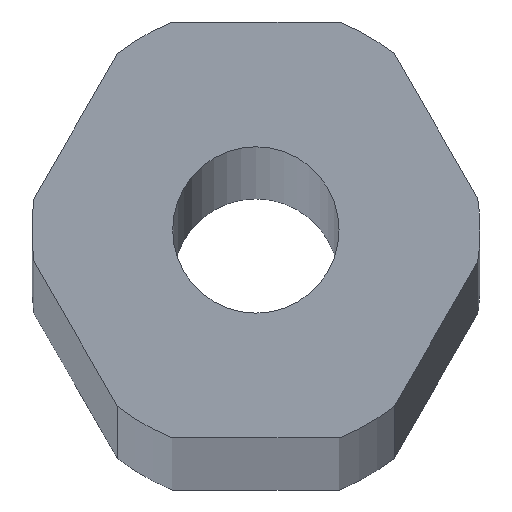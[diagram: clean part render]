
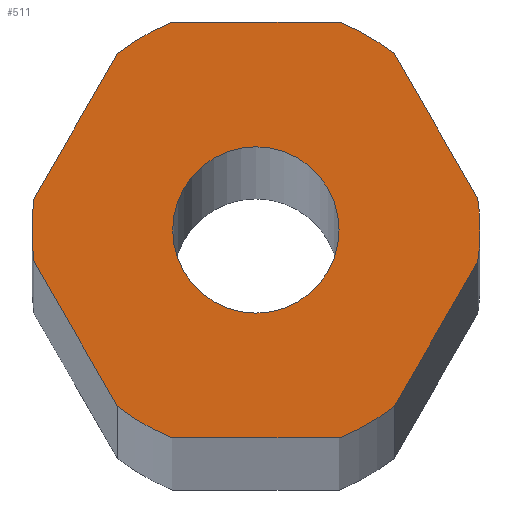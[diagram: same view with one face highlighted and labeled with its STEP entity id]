
A CAD part, top view. The second image highlights one B-rep face of the part: STEP entity #511.
In plain terms, the highlighted planar face has unit normal (0, 0, 1).
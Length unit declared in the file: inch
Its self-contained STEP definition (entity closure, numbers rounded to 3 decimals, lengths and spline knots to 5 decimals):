
#8 = EDGE_CURVE ( 'NONE', #584, #216, #565, .T. ) ;
#13 = DIRECTION ( 'NONE',  ( 0.5, 0.866, 0. ) ) ;
#16 = EDGE_CURVE ( 'NONE', #378, #389, #409, .T. ) ;
#17 = CARTESIAN_POINT ( 'NONE',  ( 0., 0., 18. ) ) ;
#18 = CARTESIAN_POINT ( 'NONE',  ( -0.16699, 0.21277, 18. ) ) ;
#21 = AXIS2_PLACEMENT_3D ( 'NONE', #27, #29, #315 ) ;
#22 = DIRECTION ( 'NONE',  ( 0., 0., 1. ) ) ;
#27 = CARTESIAN_POINT ( 'NONE',  ( 0., 0., 18. ) ) ;
#29 = DIRECTION ( 'NONE',  ( 0., 0., 1. ) ) ;
#30 = CARTESIAN_POINT ( 'NONE',  ( 0., 0., 18. ) ) ;
#33 = ORIENTED_EDGE ( 'NONE', *, *, #274, .T. ) ;
#35 = CARTESIAN_POINT ( 'NONE',  ( -0.14491, 0.251, 18. ) ) ;
#37 = DIRECTION ( 'NONE',  ( -0.5, 0.866, 0. ) ) ;
#38 = AXIS2_PLACEMENT_3D ( 'NONE', #30, #181, #39 ) ;
#39 = DIRECTION ( 'NONE',  ( 1., 0., 0. ) ) ;
#40 = CIRCLE ( 'NONE', #295, 0.10039 ) ;
#42 = DIRECTION ( 'NONE',  ( 0., 0., 1. ) ) ;
#44 = EDGE_CURVE ( 'NONE', #348, #534, #491, .T. ) ;
#48 = ORIENTED_EDGE ( 'NONE', *, *, #16, .T. ) ;
#63 = CARTESIAN_POINT ( 'NONE',  ( 0.10039, 0., 18. ) ) ;
#65 = DIRECTION ( 'NONE',  ( 1., 0., 0. ) ) ;
#79 = ORIENTED_EDGE ( 'NONE', *, *, #334, .T. ) ;
#82 = DIRECTION ( 'NONE',  ( 0., 0., 1. ) ) ;
#86 = AXIS2_PLACEMENT_3D ( 'NONE', #568, #164, #351 ) ;
#92 = CIRCLE ( 'NONE', #21, 0.27047 ) ;
#98 = EDGE_CURVE ( 'NONE', #443, #584, #123, .T. ) ;
#101 = CARTESIAN_POINT ( 'NONE',  ( -0.14491, -0.251, 18. ) ) ;
#102 = VERTEX_POINT ( 'NONE', #318 ) ;
#104 = CARTESIAN_POINT ( 'NONE',  ( -0.16699, -0.21277, 18. ) ) ;
#108 = VECTOR ( 'NONE', #119, 39.37008 ) ;
#110 = ORIENTED_EDGE ( 'NONE', *, *, #522, .T. ) ;
#112 = ORIENTED_EDGE ( 'NONE', *, *, #571, .T. ) ;
#113 = EDGE_CURVE ( 'NONE', #300, #257, #153, .T. ) ;
#114 = CARTESIAN_POINT ( 'NONE',  ( 0.26776, 0.03823, 18. ) ) ;
#119 = DIRECTION ( 'NONE',  ( -1., 0., 0. ) ) ;
#120 = DIRECTION ( 'NONE',  ( 1., 0., 0. ) ) ;
#123 = LINE ( 'NONE', #35, #303 ) ;
#125 = ORIENTED_EDGE ( 'NONE', *, *, #8, .T. ) ;
#137 = CIRCLE ( 'NONE', #159, 0.27047 ) ;
#149 = VERTEX_POINT ( 'NONE', #188 ) ;
#153 = CIRCLE ( 'NONE', #221, 0.27047 ) ;
#156 = AXIS2_PLACEMENT_3D ( 'NONE', #374, #82, #174 ) ;
#159 = AXIS2_PLACEMENT_3D ( 'NONE', #264, #306, #397 ) ;
#164 = DIRECTION ( 'NONE',  ( 0., 0., 1. ) ) ;
#173 = CARTESIAN_POINT ( 'NONE',  ( 0.16699, -0.21277, 18. ) ) ;
#174 = DIRECTION ( 'NONE',  ( 1., 0., 0. ) ) ;
#181 = DIRECTION ( 'NONE',  ( 0., 0., 1. ) ) ;
#183 = VECTOR ( 'NONE', #313, 39.37008 ) ;
#185 = ORIENTED_EDGE ( 'NONE', *, *, #98, .T. ) ;
#188 = CARTESIAN_POINT ( 'NONE',  ( -0.10077, 0.251, 18. ) ) ;
#195 = DIRECTION ( 'NONE',  ( 1., 0., 0. ) ) ;
#197 = CARTESIAN_POINT ( 'NONE',  ( -0.26776, -0.03823, 18. ) ) ;
#200 = LINE ( 'NONE', #406, #183 ) ;
#202 = EDGE_CURVE ( 'NONE', #534, #348, #40, .T. ) ;
#205 = DIRECTION ( 'NONE',  ( 1., 0., 0. ) ) ;
#206 = AXIS2_PLACEMENT_3D ( 'NONE', #309, #392, #349 ) ;
#216 = VERTEX_POINT ( 'NONE', #197 ) ;
#221 = AXIS2_PLACEMENT_3D ( 'NONE', #465, #422, #327 ) ;
#239 = VECTOR ( 'NONE', #37, 39.37008 ) ;
#247 = CARTESIAN_POINT ( 'NONE',  ( 0.14491, -0.251, 18. ) ) ;
#252 = LINE ( 'NONE', #401, #108 ) ;
#255 = EDGE_LOOP ( 'NONE', ( #399, #471 ) ) ;
#257 = VERTEX_POINT ( 'NONE', #302 ) ;
#258 = PLANE ( 'NONE',  #320 ) ;
#264 = CARTESIAN_POINT ( 'NONE',  ( 0., 0., 18. ) ) ;
#274 = EDGE_CURVE ( 'NONE', #561, #324, #477, .T. ) ;
#276 = CIRCLE ( 'NONE', #86, 0.27047 ) ;
#277 = CARTESIAN_POINT ( 'NONE',  ( 0.28983, 0., 18. ) ) ;
#292 = VERTEX_POINT ( 'NONE', #520 ) ;
#295 = AXIS2_PLACEMENT_3D ( 'NONE', #466, #42, #195 ) ;
#296 = CARTESIAN_POINT ( 'NONE',  ( 0.26776, -0.03823, 18. ) ) ;
#300 = VERTEX_POINT ( 'NONE', #104 ) ;
#302 = CARTESIAN_POINT ( 'NONE',  ( -0.10077, -0.251, 18. ) ) ;
#303 = VECTOR ( 'NONE', #412, 39.37008 ) ;
#304 = EDGE_CURVE ( 'NONE', #257, #438, #564, .T. ) ;
#306 = DIRECTION ( 'NONE',  ( 0., 0., 1. ) ) ;
#308 = CARTESIAN_POINT ( 'NONE',  ( 0., 0., 18. ) ) ;
#309 = CARTESIAN_POINT ( 'NONE',  ( 0., 0., 18. ) ) ;
#313 = DIRECTION ( 'NONE',  ( 0.5, -0.866, 0. ) ) ;
#315 = DIRECTION ( 'NONE',  ( 1., 0., 0. ) ) ;
#318 = CARTESIAN_POINT ( 'NONE',  ( 0.10077, 0.251, 18. ) ) ;
#320 = AXIS2_PLACEMENT_3D ( 'NONE', #17, #22, #120 ) ;
#324 = VERTEX_POINT ( 'NONE', #296 ) ;
#327 = DIRECTION ( 'NONE',  ( 1., 0., 0. ) ) ;
#334 = EDGE_CURVE ( 'NONE', #149, #443, #137, .T. ) ;
#339 = VECTOR ( 'NONE', #13, 39.37008 ) ;
#345 = EDGE_CURVE ( 'NONE', #389, #102, #524, .T. ) ;
#346 = FACE_OUTER_BOUND ( 'NONE', #410, .T. ) ;
#348 = VERTEX_POINT ( 'NONE', #63 ) ;
#349 = DIRECTION ( 'NONE',  ( 1., 0., 0. ) ) ;
#351 = DIRECTION ( 'NONE',  ( 1., 0., 0. ) ) ;
#366 = CARTESIAN_POINT ( 'NONE',  ( -0.10039, 0., 18. ) ) ;
#372 = ORIENTED_EDGE ( 'NONE', *, *, #494, .T. ) ;
#374 = CARTESIAN_POINT ( 'NONE',  ( 0., 0., 18. ) ) ;
#378 = VERTEX_POINT ( 'NONE', #114 ) ;
#388 = EDGE_CURVE ( 'NONE', #324, #292, #437, .T. ) ;
#389 = VERTEX_POINT ( 'NONE', #440 ) ;
#392 = DIRECTION ( 'NONE',  ( 0., 0., 1. ) ) ;
#394 = EDGE_CURVE ( 'NONE', #438, #561, #276, .T. ) ;
#397 = DIRECTION ( 'NONE',  ( 1., 0., 0. ) ) ;
#399 = ORIENTED_EDGE ( 'NONE', *, *, #44, .F. ) ;
#401 = CARTESIAN_POINT ( 'NONE',  ( 0.14491, 0.251, 18. ) ) ;
#404 = ORIENTED_EDGE ( 'NONE', *, *, #394, .T. ) ;
#406 = CARTESIAN_POINT ( 'NONE',  ( -0.28983, 0., 18. ) ) ;
#407 = CARTESIAN_POINT ( 'NONE',  ( -0.26776, 0.03823, 18. ) ) ;
#409 = LINE ( 'NONE', #277, #239 ) ;
#410 = EDGE_LOOP ( 'NONE', ( #48, #566, #372, #79, #185, #125, #112, #553, #500, #404, #33, #547, #110 ) ) ;
#412 = DIRECTION ( 'NONE',  ( -0.5, -0.866, 0. ) ) ;
#422 = DIRECTION ( 'NONE',  ( 0., 0., 1. ) ) ;
#437 = CIRCLE ( 'NONE', #206, 0.27047 ) ;
#438 = VERTEX_POINT ( 'NONE', #486 ) ;
#440 = CARTESIAN_POINT ( 'NONE',  ( 0.16699, 0.21277, 18. ) ) ;
#443 = VERTEX_POINT ( 'NONE', #18 ) ;
#447 = AXIS2_PLACEMENT_3D ( 'NONE', #308, #523, #65 ) ;
#461 = VECTOR ( 'NONE', #205, 39.37008 ) ;
#465 = CARTESIAN_POINT ( 'NONE',  ( 0., 0., 18. ) ) ;
#466 = CARTESIAN_POINT ( 'NONE',  ( 0., 0., 18. ) ) ;
#471 = ORIENTED_EDGE ( 'NONE', *, *, #202, .F. ) ;
#477 = LINE ( 'NONE', #247, #339 ) ;
#486 = CARTESIAN_POINT ( 'NONE',  ( 0.10077, -0.251, 18. ) ) ;
#491 = CIRCLE ( 'NONE', #156, 0.10039 ) ;
#494 = EDGE_CURVE ( 'NONE', #102, #149, #252, .T. ) ;
#500 = ORIENTED_EDGE ( 'NONE', *, *, #304, .T. ) ;
#511 = ADVANCED_FACE ( 'NONE', ( #576, #346 ), #258, .T. ) ;
#520 = CARTESIAN_POINT ( 'NONE',  ( 0.27047, 0., 18. ) ) ;
#522 = EDGE_CURVE ( 'NONE', #292, #378, #92, .T. ) ;
#523 = DIRECTION ( 'NONE',  ( 0., 0., 1. ) ) ;
#524 = CIRCLE ( 'NONE', #447, 0.27047 ) ;
#534 = VERTEX_POINT ( 'NONE', #366 ) ;
#547 = ORIENTED_EDGE ( 'NONE', *, *, #388, .T. ) ;
#553 = ORIENTED_EDGE ( 'NONE', *, *, #113, .T. ) ;
#561 = VERTEX_POINT ( 'NONE', #173 ) ;
#564 = LINE ( 'NONE', #101, #461 ) ;
#565 = CIRCLE ( 'NONE', #38, 0.27047 ) ;
#566 = ORIENTED_EDGE ( 'NONE', *, *, #345, .T. ) ;
#568 = CARTESIAN_POINT ( 'NONE',  ( 0., 0., 18. ) ) ;
#571 = EDGE_CURVE ( 'NONE', #216, #300, #200, .T. ) ;
#576 = FACE_BOUND ( 'NONE', #255, .T. ) ;
#584 = VERTEX_POINT ( 'NONE', #407 ) ;
